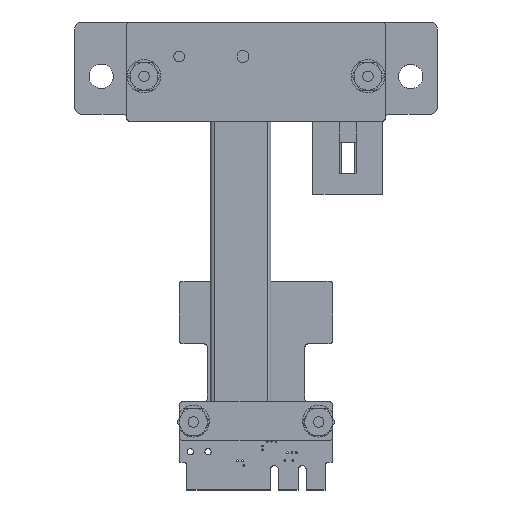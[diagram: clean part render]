
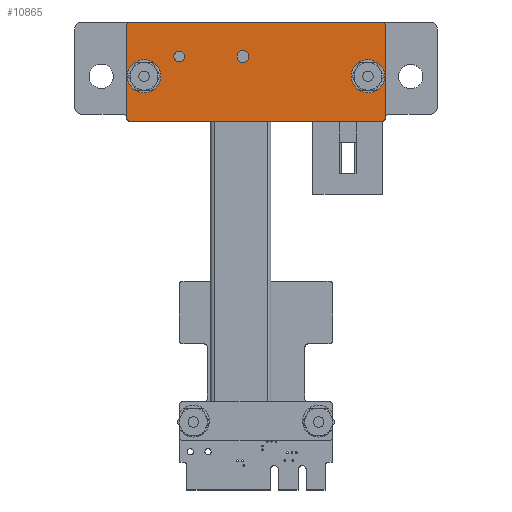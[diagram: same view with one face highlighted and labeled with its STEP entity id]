
A CAD part, top view. The second image highlights one B-rep face of the part: STEP entity #10865.
In plain terms, the highlighted face is planar.
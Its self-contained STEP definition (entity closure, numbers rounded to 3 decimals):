
#10865 = ADVANCED_FACE('',(#10866,#10877,#10888),#10958,.F.);
#10866 = FACE_BOUND('',#10867,.T.);
#10867 = EDGE_LOOP('',(#10868));
#10868 = ORIENTED_EDGE('',*,*,#10869,.F.);
#10869 = EDGE_CURVE('',#10870,#10870,#10872,.T.);
#10870 = VERTEX_POINT('',#10871);
#10871 = CARTESIAN_POINT('',(-2.5,0.,5.38));
#10872 = CIRCLE('',#10873,2.4);
#10873 = AXIS2_PLACEMENT_3D('',#10874,#10875,#10876);
#10874 = CARTESIAN_POINT('',(-2.5,0.,7.78));
#10875 = DIRECTION('',(0.,-1.,0.));
#10876 = DIRECTION('',(0.,0.,-1.));
#10877 = FACE_BOUND('',#10878,.T.);
#10878 = EDGE_LOOP('',(#10879));
#10879 = ORIENTED_EDGE('',*,*,#10880,.F.);
#10880 = EDGE_CURVE('',#10881,#10881,#10883,.T.);
#10881 = VERTEX_POINT('',#10882);
#10882 = CARTESIAN_POINT('',(-34.7,0.,5.38));
#10883 = CIRCLE('',#10884,2.4);
#10884 = AXIS2_PLACEMENT_3D('',#10885,#10886,#10887);
#10885 = CARTESIAN_POINT('',(-34.7,0.,7.78));
#10886 = DIRECTION('',(0.,-1.,0.));
#10887 = DIRECTION('',(0.,0.,-1.));
#10888 = FACE_BOUND('',#10889,.T.);
#10889 = EDGE_LOOP('',(#10890,#10900,#10909,#10917,#10926,#10934,#10943,
    #10951));
#10890 = ORIENTED_EDGE('',*,*,#10891,.F.);
#10891 = EDGE_CURVE('',#10892,#10894,#10896,.T.);
#10892 = VERTEX_POINT('',#10893);
#10893 = CARTESIAN_POINT('',(-36.7,0.,14.23));
#10894 = VERTEX_POINT('',#10895);
#10895 = CARTESIAN_POINT('',(-0.5,0.,14.23));
#10896 = LINE('',#10897,#10898);
#10897 = CARTESIAN_POINT('',(-37.2,0.,14.23));
#10898 = VECTOR('',#10899,1.);
#10899 = DIRECTION('',(1.,0.,0.));
#10900 = ORIENTED_EDGE('',*,*,#10901,.T.);
#10901 = EDGE_CURVE('',#10892,#10902,#10904,.T.);
#10902 = VERTEX_POINT('',#10903);
#10903 = CARTESIAN_POINT('',(-37.2,0.,13.73));
#10904 = CIRCLE('',#10905,0.5);
#10905 = AXIS2_PLACEMENT_3D('',#10906,#10907,#10908);
#10906 = CARTESIAN_POINT('',(-36.7,0.,13.73));
#10907 = DIRECTION('',(0.,-1.,0.));
#10908 = DIRECTION('',(0.,0.,1.));
#10909 = ORIENTED_EDGE('',*,*,#10910,.F.);
#10910 = EDGE_CURVE('',#10911,#10902,#10913,.T.);
#10911 = VERTEX_POINT('',#10912);
#10912 = CARTESIAN_POINT('',(-37.2,0.,0.5));
#10913 = LINE('',#10914,#10915);
#10914 = CARTESIAN_POINT('',(-37.2,0.,0.));
#10915 = VECTOR('',#10916,1.);
#10916 = DIRECTION('',(0.,0.,1.));
#10917 = ORIENTED_EDGE('',*,*,#10918,.T.);
#10918 = EDGE_CURVE('',#10911,#10919,#10921,.T.);
#10919 = VERTEX_POINT('',#10920);
#10920 = CARTESIAN_POINT('',(-36.7,0.,0.));
#10921 = CIRCLE('',#10922,0.5);
#10922 = AXIS2_PLACEMENT_3D('',#10923,#10924,#10925);
#10923 = CARTESIAN_POINT('',(-36.7,0.,0.5));
#10924 = DIRECTION('',(0.,-1.,0.));
#10925 = DIRECTION('',(0.,0.,1.));
#10926 = ORIENTED_EDGE('',*,*,#10927,.F.);
#10927 = EDGE_CURVE('',#10928,#10919,#10930,.T.);
#10928 = VERTEX_POINT('',#10929);
#10929 = CARTESIAN_POINT('',(-0.5,0.,0.));
#10930 = LINE('',#10931,#10932);
#10931 = CARTESIAN_POINT('',(0.,0.,0.));
#10932 = VECTOR('',#10933,1.);
#10933 = DIRECTION('',(-1.,0.,0.));
#10934 = ORIENTED_EDGE('',*,*,#10935,.T.);
#10935 = EDGE_CURVE('',#10928,#10936,#10938,.T.);
#10936 = VERTEX_POINT('',#10937);
#10937 = CARTESIAN_POINT('',(0.,0.,0.5));
#10938 = CIRCLE('',#10939,0.5);
#10939 = AXIS2_PLACEMENT_3D('',#10940,#10941,#10942);
#10940 = CARTESIAN_POINT('',(-0.5,0.,0.5));
#10941 = DIRECTION('',(0.,-1.,0.));
#10942 = DIRECTION('',(0.,0.,1.));
#10943 = ORIENTED_EDGE('',*,*,#10944,.F.);
#10944 = EDGE_CURVE('',#10945,#10936,#10947,.T.);
#10945 = VERTEX_POINT('',#10946);
#10946 = CARTESIAN_POINT('',(0.,0.,13.73));
#10947 = LINE('',#10948,#10949);
#10948 = CARTESIAN_POINT('',(0.,0.,14.23));
#10949 = VECTOR('',#10950,1.);
#10950 = DIRECTION('',(0.,0.,-1.));
#10951 = ORIENTED_EDGE('',*,*,#10952,.T.);
#10952 = EDGE_CURVE('',#10945,#10894,#10953,.T.);
#10953 = CIRCLE('',#10954,0.5);
#10954 = AXIS2_PLACEMENT_3D('',#10955,#10956,#10957);
#10955 = CARTESIAN_POINT('',(-0.5,0.,13.73));
#10956 = DIRECTION('',(0.,-1.,0.));
#10957 = DIRECTION('',(0.,0.,1.));
#10958 = PLANE('',#10959);
#10959 = AXIS2_PLACEMENT_3D('',#10960,#10961,#10962);
#10960 = CARTESIAN_POINT('',(0.,0.,0.));
#10961 = DIRECTION('',(0.,1.,0.));
#10962 = DIRECTION('',(0.,0.,1.));
